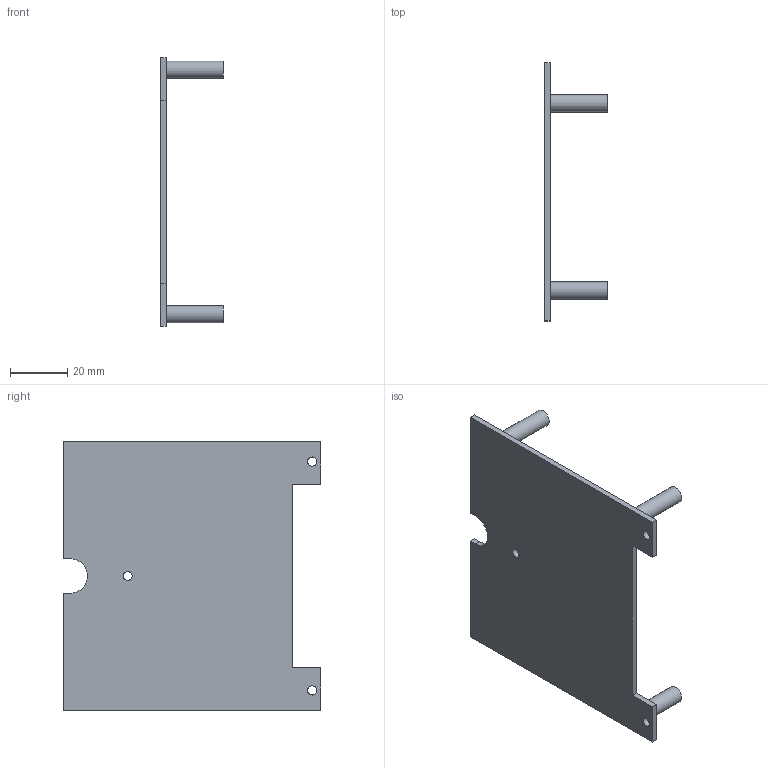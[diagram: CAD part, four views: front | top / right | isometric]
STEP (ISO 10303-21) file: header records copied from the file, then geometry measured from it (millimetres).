
FILE_DESCRIPTION(/* description */ (''),/* implementation_level */ '2;1');
FILE_NAME(/* name */ 'Electric Middle Plate.step',/* time_stamp */ '2025-11-18T11:04:13-05:00',/* author */ (''),/* organization */ (''),/* preprocessor_version */ 'ST-DEVELOPER v20.1',/* originating_system */ 'Autodesk Translation Framework v14.21.0.0',/* authorisation */ '');
FILE_SCHEMA (('AUTOMOTIVE_DESIGN { 1 0 10303 214 3 1 1 }'));
Length unit declared in the file: millimetre
Products named in the file (1): Electric Middle Plate
Bounding box: 22 x 90 x 94 mm (x, y, z)
Volume: 17539.2 mm3; surface area: 18163.6 mm2
Topology: 1 solids, 1 shells, 33 faces, 69 edges, 46 vertices
Faces by surface type: plane 21, cylinder 12
Full cylindrical faces by diameter (mm): 1.5 x4, 3.2 x3, 6 x4
Entity records: 939 total; most frequent: DIRECTION 161, CARTESIAN_POINT 149, ORIENTED_EDGE 138, EDGE_CURVE 69, AXIS2_PLACEMENT_3D 58, EDGE_LOOP 47, VERTEX_POINT 46, LINE 45
